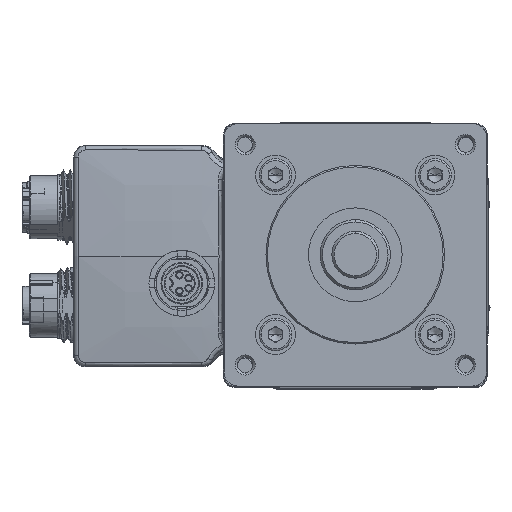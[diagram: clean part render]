
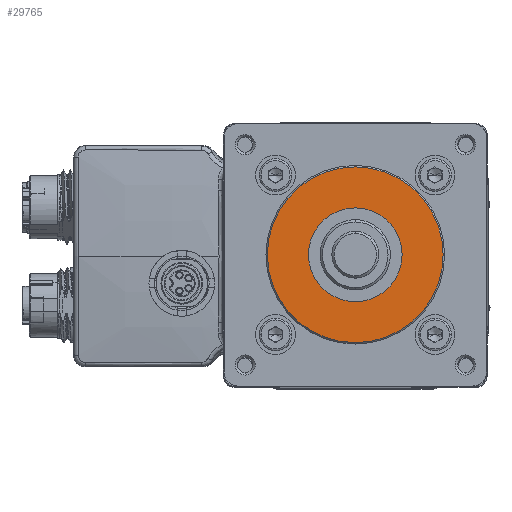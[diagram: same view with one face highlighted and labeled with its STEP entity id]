
A CAD part, top view. The second image highlights one B-rep face of the part: STEP entity #29765.
In plain terms, the highlighted face is planar.
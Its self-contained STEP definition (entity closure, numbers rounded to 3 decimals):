
#1882 = DIRECTION ( 'NONE',  ( 0., 0., 1. ) ) ;
#3285 = DIRECTION ( 'NONE',  ( 0., -1., 0. ) ) ;
#6857 = AXIS2_PLACEMENT_3D ( 'NONE', #44432, #103181, #1882 ) ;
#11391 = DIRECTION ( 'NONE',  ( 0., 0., -1. ) ) ;
#14446 = CARTESIAN_POINT ( 'NONE',  ( 0., -4.5, 0. ) ) ;
#15523 = FACE_BOUND ( 'NONE', #81649, .T. ) ;
#16397 = AXIS2_PLACEMENT_3D ( 'NONE', #96745, #3285, #20072 ) ;
#19481 = AXIS2_PLACEMENT_3D ( 'NONE', #88079, #89191, #11391 ) ;
#20072 = DIRECTION ( 'NONE',  ( 0., 0., 1. ) ) ;
#24048 = VERTEX_POINT ( 'NONE', #69919 ) ;
#24779 = CIRCLE ( 'NONE', #6857, 18.75 ) ;
#24941 = ORIENTED_EDGE ( 'NONE', *, *, #110744, .T. ) ;
#28373 = CIRCLE ( 'NONE', #19481, 10. ) ;
#29765 = ADVANCED_FACE ( 'NONE', ( #32872, #15523 ), #81615, .F. ) ;
#32872 = FACE_OUTER_BOUND ( 'NONE', #46843, .T. ) ;
#33488 = ORIENTED_EDGE ( 'NONE', *, *, #84194, .T. ) ;
#41384 = AXIS2_PLACEMENT_3D ( 'NONE', #68437, #74660, #66801 ) ;
#44432 = CARTESIAN_POINT ( 'NONE',  ( 0., -4.5, 0. ) ) ;
#44718 = CARTESIAN_POINT ( 'NONE',  ( 0., -4.5, 10. ) ) ;
#46843 = EDGE_LOOP ( 'NONE', ( #24941, #33488 ) ) ;
#55134 = AXIS2_PLACEMENT_3D ( 'NONE', #14446, #66996, #100055 ) ;
#57487 = CIRCLE ( 'NONE', #16397, 18.75 ) ;
#58986 = VERTEX_POINT ( 'NONE', #68432 ) ;
#62440 = EDGE_CURVE ( 'NONE', #65164, #58986, #94995, .T. ) ;
#65164 = VERTEX_POINT ( 'NONE', #44718 ) ;
#66801 = DIRECTION ( 'NONE',  ( 0., 0., -1. ) ) ;
#66996 = DIRECTION ( 'NONE',  ( 0., 1., 0. ) ) ;
#68432 = CARTESIAN_POINT ( 'NONE',  ( 0., -4.5, -10. ) ) ;
#68437 = CARTESIAN_POINT ( 'NONE',  ( 0., -4.5, 0. ) ) ;
#69919 = CARTESIAN_POINT ( 'NONE',  ( 0., -4.5, 18.75 ) ) ;
#74660 = DIRECTION ( 'NONE',  ( 0., -1., 0. ) ) ;
#81615 = PLANE ( 'NONE',  #55134 ) ;
#81649 = EDGE_LOOP ( 'NONE', ( #86466, #110046 ) ) ;
#83695 = CARTESIAN_POINT ( 'NONE',  ( 0., -4.5, -18.75 ) ) ;
#84194 = EDGE_CURVE ( 'NONE', #107378, #24048, #24779, .T. ) ;
#86466 = ORIENTED_EDGE ( 'NONE', *, *, #104319, .F. ) ;
#88079 = CARTESIAN_POINT ( 'NONE',  ( 0., -4.5, 0. ) ) ;
#89191 = DIRECTION ( 'NONE',  ( 0., -1., 0. ) ) ;
#94995 = CIRCLE ( 'NONE', #41384, 10. ) ;
#96745 = CARTESIAN_POINT ( 'NONE',  ( 0., -4.5, 0. ) ) ;
#100055 = DIRECTION ( 'NONE',  ( 0., 0., 1. ) ) ;
#103181 = DIRECTION ( 'NONE',  ( 0., -1., 0. ) ) ;
#104319 = EDGE_CURVE ( 'NONE', #58986, #65164, #28373, .T. ) ;
#107378 = VERTEX_POINT ( 'NONE', #83695 ) ;
#110046 = ORIENTED_EDGE ( 'NONE', *, *, #62440, .F. ) ;
#110744 = EDGE_CURVE ( 'NONE', #24048, #107378, #57487, .T. ) ;
